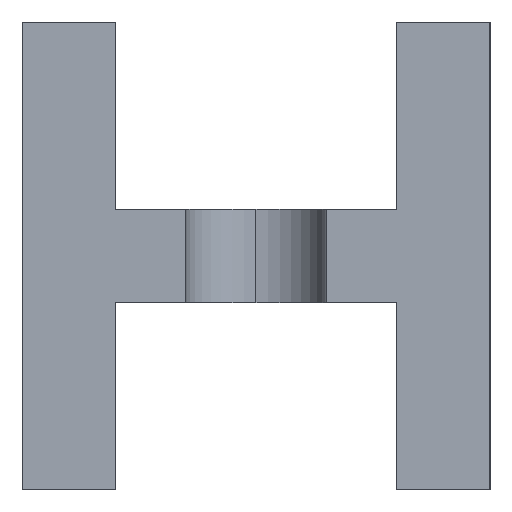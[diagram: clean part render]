
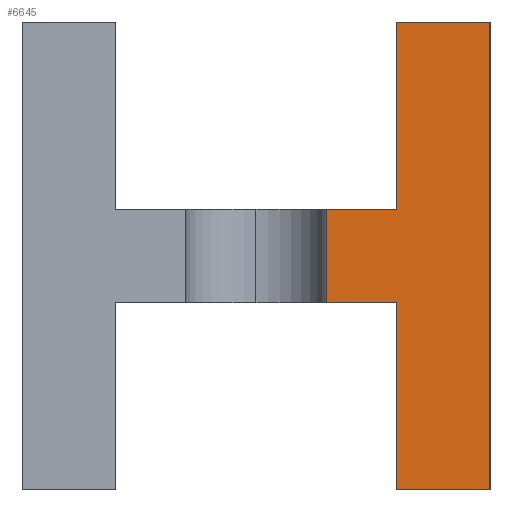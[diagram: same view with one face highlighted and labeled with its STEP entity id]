
A CAD part, left-side view. The second image highlights one B-rep face of the part: STEP entity #6645.
In plain terms, the highlighted planar face has unit normal (-1, 0, 0).
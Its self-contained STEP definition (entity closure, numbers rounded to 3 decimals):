
#3 = CARTESIAN_POINT ( 'NONE',  ( 0., 2., 0. ) ) ;
#65 = PLANE ( 'NONE',  #2633 ) ;
#202 = EDGE_CURVE ( 'NONE', #9623, #3320, #1752, .T. ) ;
#232 = FACE_OUTER_BOUND ( 'NONE', #8740, .T. ) ;
#627 = DIRECTION ( 'NONE',  ( 0., 0., 1. ) ) ;
#1169 = LINE ( 'NONE', #10066, #7648 ) ;
#1620 = LINE ( 'NONE', #6837, #3310 ) ;
#1752 = LINE ( 'NONE', #3266, #5852 ) ;
#1797 = LINE ( 'NONE', #10339, #4000 ) ;
#1865 = EDGE_CURVE ( 'NONE', #3320, #3823, #4917, .T. ) ;
#2026 = VECTOR ( 'NONE', #9211, 1000. ) ;
#2633 = AXIS2_PLACEMENT_3D ( 'NONE', #10360, #10196, #10162 ) ;
#2649 = CARTESIAN_POINT ( 'NONE',  ( 0., 3.5, 4. ) ) ;
#2878 = CARTESIAN_POINT ( 'NONE',  ( 0., 2., 10. ) ) ;
#2971 = EDGE_CURVE ( 'NONE', #3823, #5470, #6379, .T. ) ;
#3266 = CARTESIAN_POINT ( 'NONE',  ( 0., 0., 10. ) ) ;
#3305 = LINE ( 'NONE', #6918, #4954 ) ;
#3310 = VECTOR ( 'NONE', #6765, 1000. ) ;
#3320 = VERTEX_POINT ( 'NONE', #5070 ) ;
#3823 = VERTEX_POINT ( 'NONE', #4343 ) ;
#4000 = VECTOR ( 'NONE', #9854, 1000. ) ;
#4020 = DIRECTION ( 'NONE',  ( 0., -1., 0. ) ) ;
#4089 = EDGE_CURVE ( 'NONE', #5470, #10251, #3305, .T. ) ;
#4343 = CARTESIAN_POINT ( 'NONE',  ( 0., 0., 0. ) ) ;
#4917 = LINE ( 'NONE', #5650, #8655 ) ;
#4954 = VECTOR ( 'NONE', #7136, 1000. ) ;
#5070 = CARTESIAN_POINT ( 'NONE',  ( 0., 0., 10. ) ) ;
#5106 = CARTESIAN_POINT ( 'NONE',  ( 0., 2., 4. ) ) ;
#5410 = LINE ( 'NONE', #2878, #5680 ) ;
#5470 = VERTEX_POINT ( 'NONE', #3 ) ;
#5640 = CARTESIAN_POINT ( 'NONE',  ( 0., 2., 6. ) ) ;
#5650 = CARTESIAN_POINT ( 'NONE',  ( 0., 0., 0. ) ) ;
#5680 = VECTOR ( 'NONE', #627, 1000. ) ;
#5727 = DIRECTION ( 'NONE',  ( 0., 0., -1. ) ) ;
#5729 = EDGE_CURVE ( 'NONE', #10251, #10080, #1169, .T. ) ;
#5852 = VECTOR ( 'NONE', #4020, 1000. ) ;
#6155 = CARTESIAN_POINT ( 'NONE',  ( 0., 3.5, 6. ) ) ;
#6379 = LINE ( 'NONE', #9154, #2026 ) ;
#6452 = EDGE_CURVE ( 'NONE', #9843, #9520, #1797, .T. ) ;
#6645 = ADVANCED_FACE ( 'NONE', ( #232 ), #65, .T. ) ;
#6765 = DIRECTION ( 'NONE',  ( 0., 0., 1. ) ) ;
#6837 = CARTESIAN_POINT ( 'NONE',  ( 0., 3.5, 4. ) ) ;
#6918 = CARTESIAN_POINT ( 'NONE',  ( 0., 2., 4. ) ) ;
#7136 = DIRECTION ( 'NONE',  ( 0., 0., 1. ) ) ;
#7162 = CARTESIAN_POINT ( 'NONE',  ( 0., 2., 10. ) ) ;
#7321 = EDGE_CURVE ( 'NONE', #10080, #9843, #1620, .T. ) ;
#7365 = ORIENTED_EDGE ( 'NONE', *, *, #6452, .F. ) ;
#7488 = ORIENTED_EDGE ( 'NONE', *, *, #9572, .F. ) ;
#7648 = VECTOR ( 'NONE', #10240, 1000. ) ;
#7816 = ORIENTED_EDGE ( 'NONE', *, *, #202, .F. ) ;
#7928 = ORIENTED_EDGE ( 'NONE', *, *, #1865, .F. ) ;
#8201 = ORIENTED_EDGE ( 'NONE', *, *, #2971, .F. ) ;
#8312 = ORIENTED_EDGE ( 'NONE', *, *, #4089, .F. ) ;
#8655 = VECTOR ( 'NONE', #5727, 1000. ) ;
#8667 = ORIENTED_EDGE ( 'NONE', *, *, #5729, .F. ) ;
#8732 = ORIENTED_EDGE ( 'NONE', *, *, #7321, .F. ) ;
#8740 = EDGE_LOOP ( 'NONE', ( #8732, #8667, #8312, #8201, #7928, #7816, #7488, #7365 ) ) ;
#9154 = CARTESIAN_POINT ( 'NONE',  ( 0., 2., 0. ) ) ;
#9211 = DIRECTION ( 'NONE',  ( 0., 1., 0. ) ) ;
#9520 = VERTEX_POINT ( 'NONE', #5640 ) ;
#9572 = EDGE_CURVE ( 'NONE', #9520, #9623, #5410, .T. ) ;
#9623 = VERTEX_POINT ( 'NONE', #7162 ) ;
#9843 = VERTEX_POINT ( 'NONE', #6155 ) ;
#9854 = DIRECTION ( 'NONE',  ( 0., -1., 0. ) ) ;
#10066 = CARTESIAN_POINT ( 'NONE',  ( 0., 8., 4. ) ) ;
#10080 = VERTEX_POINT ( 'NONE', #2649 ) ;
#10162 = DIRECTION ( 'NONE',  ( 0., 0., 1. ) ) ;
#10196 = DIRECTION ( 'NONE',  ( -1., 0., 0. ) ) ;
#10240 = DIRECTION ( 'NONE',  ( 0., 1., 0. ) ) ;
#10251 = VERTEX_POINT ( 'NONE', #5106 ) ;
#10339 = CARTESIAN_POINT ( 'NONE',  ( 0., 2., 6. ) ) ;
#10360 = CARTESIAN_POINT ( 'NONE',  ( 0., 0., 0. ) ) ;
